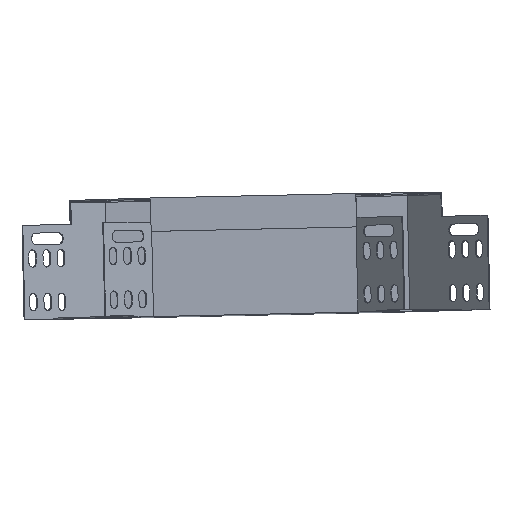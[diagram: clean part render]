
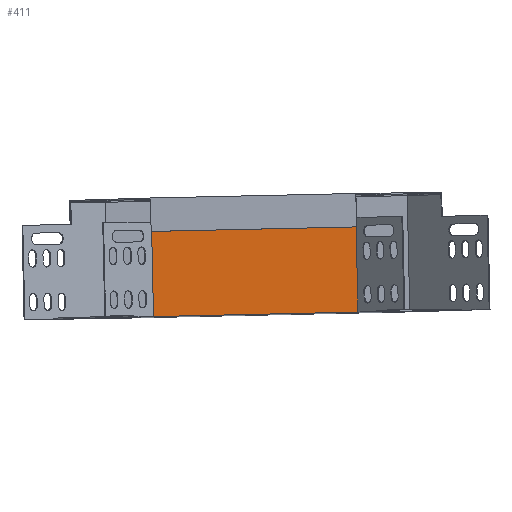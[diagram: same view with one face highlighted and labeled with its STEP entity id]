
A CAD part, top view. The second image highlights one B-rep face of the part: STEP entity #411.
In plain terms, the highlighted planar face has unit normal (-0.027, 0.006, 1).
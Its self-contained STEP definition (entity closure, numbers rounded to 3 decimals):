
#2 = CARTESIAN_POINT ( 'NONE',  ( -247.503, 82.203, 128.026 ) ) ;
#16 = LINE ( 'NONE', #5591, #2828 ) ;
#26 = DIRECTION ( 'NONE',  ( -0.999, -0.022, -0.027 ) ) ;
#190 = EDGE_LOOP ( 'NONE', ( #5769, #3975, #6160, #2212, #963, #420, #4831, #1387 ) ) ;
#289 = DIRECTION ( 'NONE',  ( -0.999, -0.022, -0.027 ) ) ;
#411 = ADVANCED_FACE ( 'NONE', ( #5551 ), #900, .F. ) ;
#420 = ORIENTED_EDGE ( 'NONE', *, *, #3718, .T. ) ;
#461 = CARTESIAN_POINT ( 'NONE',  ( -247.177, 67.207, 128.122 ) ) ;
#881 = DIRECTION ( 'NONE',  ( 0.022, -1., 0.006 ) ) ;
#900 = PLANE ( 'NONE',  #3363 ) ;
#963 = ORIENTED_EDGE ( 'NONE', *, *, #5476, .T. ) ;
#990 = LINE ( 'NONE', #3572, #6321 ) ;
#1133 = VERTEX_POINT ( 'NONE', #2192 ) ;
#1250 = VERTEX_POINT ( 'NONE', #4485 ) ;
#1360 = VECTOR ( 'NONE', #5683, 1000. ) ;
#1387 = ORIENTED_EDGE ( 'NONE', *, *, #6436, .T. ) ;
#1431 = EDGE_CURVE ( 'NONE', #4310, #1553, #6023, .T. ) ;
#1553 = VERTEX_POINT ( 'NONE', #461 ) ;
#1739 = DIRECTION ( 'NONE',  ( 0.022, -1., 0.006 ) ) ;
#1852 = CARTESIAN_POINT ( 'NONE',  ( -246.561, 2.206, 128.515 ) ) ;
#1895 = DIRECTION ( 'NONE',  ( -0.022, 1., -0.006 ) ) ;
#2060 = CARTESIAN_POINT ( 'NONE',  ( -105.841, 70.31, 131.944 ) ) ;
#2075 = CARTESIAN_POINT ( 'NONE',  ( -247.503, 82.203, 128.026 ) ) ;
#2133 = DIRECTION ( 'NONE',  ( 0.027, -0.006, -1. ) ) ;
#2192 = CARTESIAN_POINT ( 'NONE',  ( -106.172, 70.302, 131.935 ) ) ;
#2212 = ORIENTED_EDGE ( 'NONE', *, *, #6780, .T. ) ;
#2274 = LINE ( 'NONE', #4956, #6532 ) ;
#2496 = CARTESIAN_POINT ( 'NONE',  ( -106.168, 85.306, 131.848 ) ) ;
#2547 = EDGE_CURVE ( 'NONE', #6214, #1133, #2274, .T. ) ;
#2557 = VERTEX_POINT ( 'NONE', #2060 ) ;
#2640 = CARTESIAN_POINT ( 'NONE',  ( -104.757, 5.319, 132.349 ) ) ;
#2828 = VECTOR ( 'NONE', #289, 1000. ) ;
#2973 = VECTOR ( 'NONE', #1739, 1000. ) ;
#3071 = CARTESIAN_POINT ( 'NONE',  ( -246.845, 67.214, 128.131 ) ) ;
#3363 = AXIS2_PLACEMENT_3D ( 'NONE', #2, #2133, #26 ) ;
#3572 = CARTESIAN_POINT ( 'NONE',  ( -246.845, 67.214, 128.131 ) ) ;
#3707 = EDGE_CURVE ( 'NONE', #1250, #6214, #3820, .T. ) ;
#3718 = EDGE_CURVE ( 'NONE', #4635, #1553, #5218, .T. ) ;
#3820 = LINE ( 'NONE', #1852, #6647 ) ;
#3975 = ORIENTED_EDGE ( 'NONE', *, *, #2547, .T. ) ;
#4095 = CARTESIAN_POINT ( 'NONE',  ( -104.443, 6.126, 132.353 ) ) ;
#4107 = DIRECTION ( 'NONE',  ( -0.999, -0.022, -0.027 ) ) ;
#4310 = VERTEX_POINT ( 'NONE', #4394 ) ;
#4358 = DIRECTION ( 'NONE',  ( 0.999, 0.022, 0.027 ) ) ;
#4365 = VECTOR ( 'NONE', #1895, 1000. ) ;
#4394 = CARTESIAN_POINT ( 'NONE',  ( -246.845, 67.214, 128.131 ) ) ;
#4485 = CARTESIAN_POINT ( 'NONE',  ( -245.43, 2.231, 128.546 ) ) ;
#4635 = VERTEX_POINT ( 'NONE', #2075 ) ;
#4716 = LINE ( 'NONE', #4095, #4365 ) ;
#4831 = ORIENTED_EDGE ( 'NONE', *, *, #1431, .F. ) ;
#4956 = CARTESIAN_POINT ( 'NONE',  ( -104.774, 6.119, 132.344 ) ) ;
#5007 = VERTEX_POINT ( 'NONE', #2496 ) ;
#5012 = EDGE_CURVE ( 'NONE', #2557, #1133, #5431, .T. ) ;
#5218 = LINE ( 'NONE', #6527, #2973 ) ;
#5349 = VECTOR ( 'NONE', #4107, 1000. ) ;
#5431 = LINE ( 'NONE', #6220, #1360 ) ;
#5476 = EDGE_CURVE ( 'NONE', #5007, #4635, #16, .T. ) ;
#5551 = FACE_OUTER_BOUND ( 'NONE', #190, .T. ) ;
#5591 = CARTESIAN_POINT ( 'NONE',  ( -247.503, 82.203, 128.026 ) ) ;
#5683 = DIRECTION ( 'NONE',  ( -0.999, -0.022, -0.027 ) ) ;
#5769 = ORIENTED_EDGE ( 'NONE', *, *, #3707, .T. ) ;
#6023 = LINE ( 'NONE', #3071, #5349 ) ;
#6160 = ORIENTED_EDGE ( 'NONE', *, *, #5012, .F. ) ;
#6214 = VERTEX_POINT ( 'NONE', #2640 ) ;
#6220 = CARTESIAN_POINT ( 'NONE',  ( -105.841, 70.31, 131.944 ) ) ;
#6321 = VECTOR ( 'NONE', #881, 1000. ) ;
#6347 = DIRECTION ( 'NONE',  ( -0.022, 1., -0.006 ) ) ;
#6436 = EDGE_CURVE ( 'NONE', #4310, #1250, #990, .T. ) ;
#6527 = CARTESIAN_POINT ( 'NONE',  ( -245.779, 3.024, 128.531 ) ) ;
#6532 = VECTOR ( 'NONE', #6347, 1000. ) ;
#6647 = VECTOR ( 'NONE', #4358, 1000. ) ;
#6780 = EDGE_CURVE ( 'NONE', #2557, #5007, #4716, .T. ) ;
